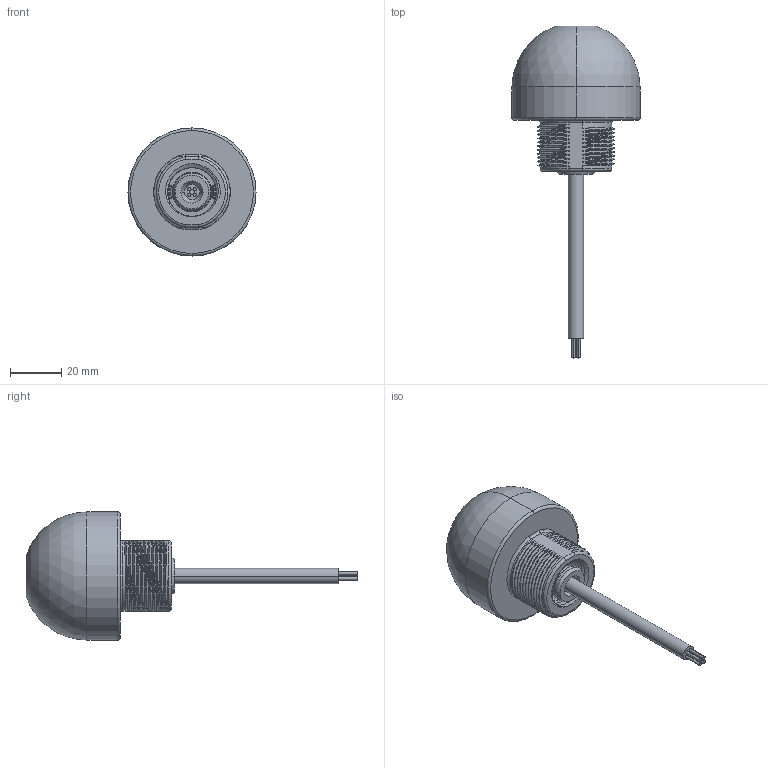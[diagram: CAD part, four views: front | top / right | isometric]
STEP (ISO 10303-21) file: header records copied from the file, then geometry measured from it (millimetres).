
FILE_DESCRIPTION((''),'2;1');
FILE_NAME('144875_ASM','2014-04-29T',('pdmadmin'),(''),'PRO/ENGINEER BY PARAMETRIC TECHNOLOGY CORPORATION, 2013230','PRO/ENGINEER BY PARAMETRIC TECHNOLOGY CORPORATION, 2013230','');
FILE_SCHEMA(('CONFIG_CONTROL_DESIGN'));
Products named in the file (10): 126458; 32626; 132098_2; 126459; 53834_AF0; 28424_AF0; 39953; 01769; 123192_ASM; 144875_ASM
Assembly tree (9 placements, depth 3):
  144875_ASM
    126458
    32626
    132098_2
    126459
    123192_ASM
      53834_AF0
      28424_AF0
      39953
      01769
Bounding box: 50 x 129.59 x 50 mm (x, y, z)
Volume: 31771.1 mm3; surface area: 28949.4 mm2
Topology: 8 solids, 8 shells, 600 faces, 1508 edges, 948 vertices
Faces by surface type: plane 194, cylinder 174, bspline 139, torus 38, cone 31, sphere 20, revolution 4
Entity records: 40700 total; most frequent: CARTESIAN_POINT 26949, ORIENTED_EDGE 3008, DIRECTION 2569, EDGE_CURVE 1504, AXIS2_PLACEMENT_3D 984, VERTEX_POINT 948, EDGE_LOOP 646, FACE_OUTER_BOUND 600
